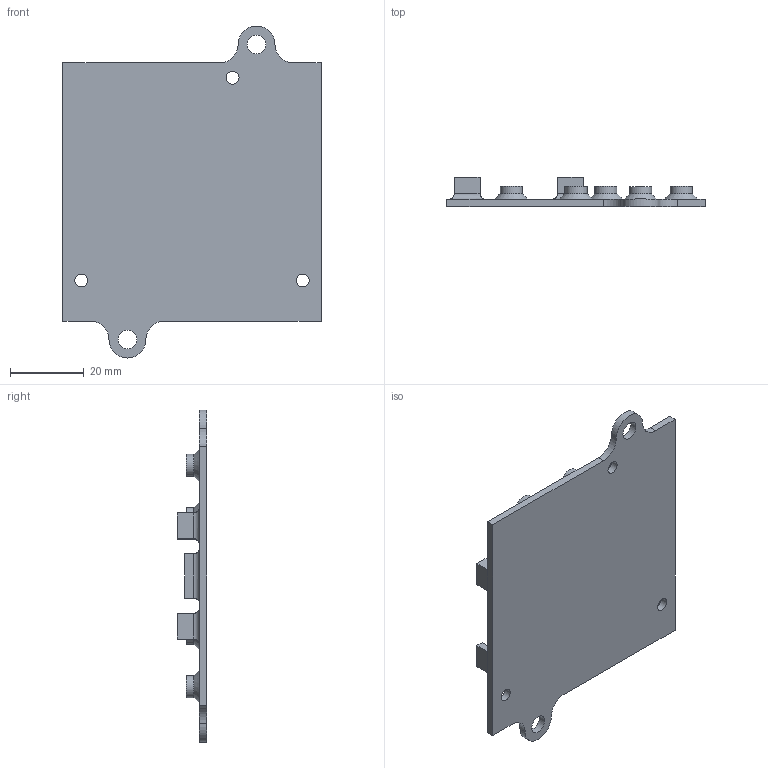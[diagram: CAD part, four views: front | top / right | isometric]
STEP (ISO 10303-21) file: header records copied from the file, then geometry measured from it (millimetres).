
FILE_DESCRIPTION(/* description */ (''),/* implementation_level */ '2;1');
FILE_NAME(/* name */ 'PCB Bracket - Witty Board.step',/* time_stamp */ '2022-03-15T15:39:06+01:00',/* author */ (''),/* organization */ (''),/* preprocessor_version */ 'ST-DEVELOPER v18.1',/* originating_system */ 'Autodesk Translation Framework v10.13.0.1454',/* authorisation */ '');
FILE_SCHEMA (('AUTOMOTIVE_DESIGN { 1 0 10303 214 3 1 1 }'));
Length unit declared in the file: millimetre
Products named in the file (1): PCB Bracket - Witty Board
Bounding box: 70 x 8 x 90 mm (x, y, z)
Volume: 11822.3 mm3; surface area: 12188.3 mm2
Topology: 1 solids, 1 shells, 129 faces, 275 edges, 170 vertices
Faces by surface type: plane 62, cylinder 59, cone 8
Full cylindrical faces by diameter (mm): 2 x8, 3.5 x3, 5 x2, 6 x8
Entity records: 3496 total; most frequent: DIRECTION 629, CARTESIAN_POINT 575, ORIENTED_EDGE 550, EDGE_CURVE 275, AXIS2_PLACEMENT_3D 224, LINE 181, VECTOR 181, VERTEX_POINT 170
